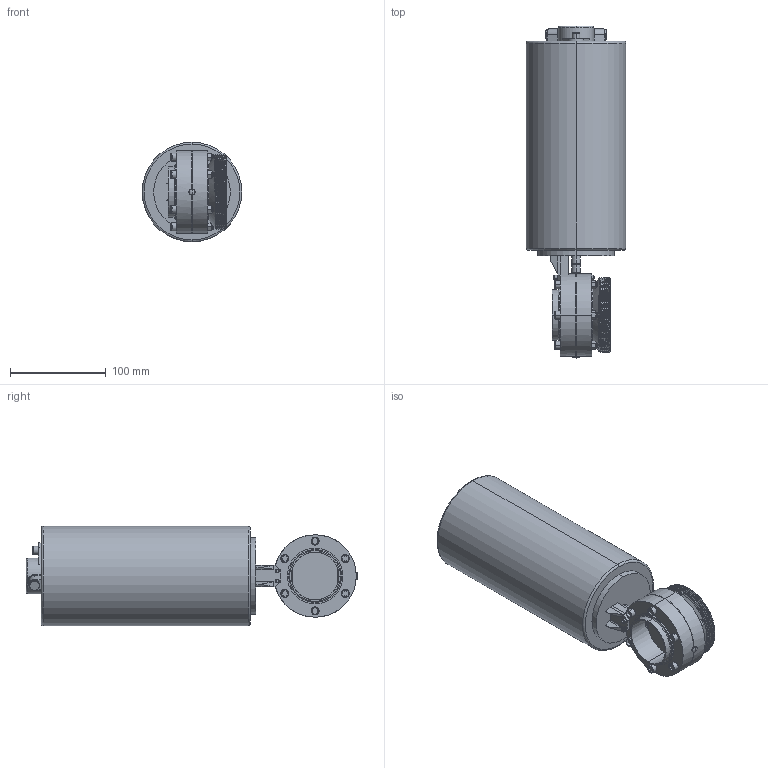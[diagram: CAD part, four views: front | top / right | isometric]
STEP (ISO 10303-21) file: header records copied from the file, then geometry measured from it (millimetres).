
FILE_DESCRIPTION (( 'STEP AP203' ), '1' );
FILE_NAME ('3D-M4502_DN50_174451480_174451510.STEP', '2024-09-18T12:17:28', ( '' ), ( '' ), 'SwSTEP 2.0', 'SolidWorks 2024', '' );
FILE_SCHEMA (( 'CONFIG_CONTROL_DESIGN' ));
Length unit declared in the file: millimetre
Products named in the file (1): 3D-M4502_DN50_174451480_174451510
Bounding box: 104 x 346.65 x 104 mm (x, y, z)
Volume: 2068678 mm3; surface area: 140201.9 mm2
Topology: 5 solids, 5 shells, 446 faces, 1120 edges, 705 vertices
Faces by surface type: plane 209, cylinder 123, cone 43, torus 40, bspline 29, sphere 2
Entity records: 22368 total; most frequent: CARTESIAN_POINT 11871, ORIENTED_EDGE 2230, DIRECTION 2110, EDGE_CURVE 1115, AXIS2_PLACEMENT_3D 787, VERTEX_POINT 704, LINE 536, VECTOR 536
